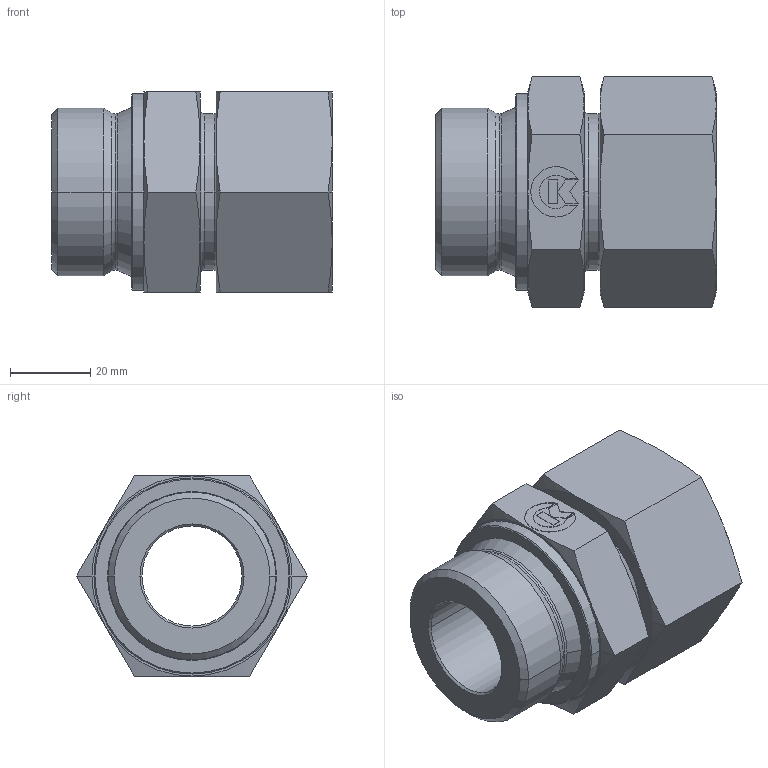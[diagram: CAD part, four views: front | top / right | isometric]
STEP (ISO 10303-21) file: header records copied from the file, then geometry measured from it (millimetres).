
FILE_DESCRIPTION( ( '' ), '1' );
FILE_NAME( '044183826.stp', '2012-08-01T08:33:24', ( '' ), ( '' ), ' ', ' ', ' ' );
FILE_SCHEMA( ( 'CONFIG_CONTROL_DESIGN' ) );
Length unit declared in the file: millimetre
Products named in the file (3): 1; 2; 3
Bounding box: 70 x 57.73 x 50 mm (x, y, z)
Volume: 90038.5 mm3; surface area: 29476.5 mm2
Topology: 3 solids, 3 shells, 144 faces, 329 edges, 199 vertices
Faces by surface type: cone 58, plane 52, cylinder 28, torus 6
Entity records: 4110 total; most frequent: CARTESIAN_POINT 771, DIRECTION 704, ORIENTED_EDGE 658, EDGE_CURVE 329, AXIS2_PLACEMENT_3D 276, VERTEX_POINT 199, EDGE_LOOP 158, LINE 152
